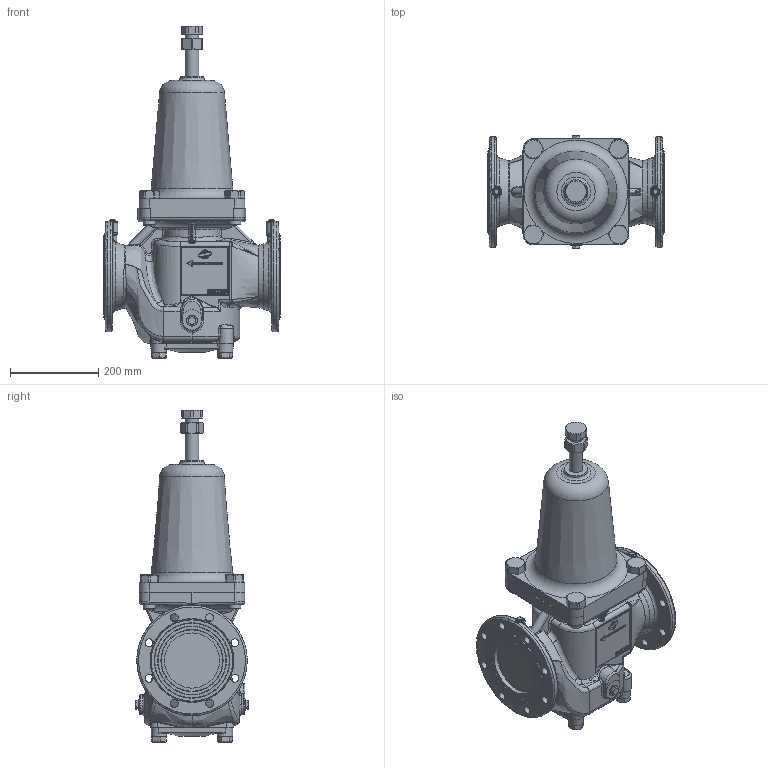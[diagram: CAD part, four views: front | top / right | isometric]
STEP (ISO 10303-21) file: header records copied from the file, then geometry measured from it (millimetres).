
FILE_DESCRIPTION(/* description */ (''),/* implementation_level */ '2;1');
FILE_NAME(/* name */ '067811.stp',/* time_stamp */ '2015-10-27T12:42:32+01:00',/* author */ ('powierski'),/* organization */ (''),/* preprocessor_version */ 'ST-DEVELOPER v15.6',/* originating_system */ 'Autodesk Inventor 2015',/* authorisation */ '');
FILE_SCHEMA (('AUTOMOTIVE_DESIGN { 1 0 10303 214 3 1 1 }'));
Length unit declared in the file: millimetre
Products named in the file (1): 067811_step
Bounding box: 400 x 255 x 751.89 mm (x, y, z)
Volume: 22567347.8 mm3; surface area: 846021.9 mm2
Topology: 1 solids, 23 shells, 1471 faces, 3461 edges, 2056 vertices
Faces by surface type: bspline 481, cylinder 428, plane 300, cone 164, torus 80, sphere 18
Full cylindrical faces by diameter (mm): 11 x2, 11.45 x2, 16.5 x2, 17.294 x4, 18 x16, 18.5 x4, 18.8 x2, 20 x6, 22 x4, 25 x2, 27 x8, 28 x4, 28.19 x4, 29 x3, 30 x2, 32 x1, 54 x1, 125 x1, 184 x2, 250 x2
Entity records: 67961 total; most frequent: CARTESIAN_POINT 37145, ORIENTED_EDGE 6400, DIRECTION 5120, EDGE_CURVE 3198, AXIS2_PLACEMENT_3D 2115, VERTEX_POINT 1979, EDGE_LOOP 1745, STYLED_ITEM 1472
